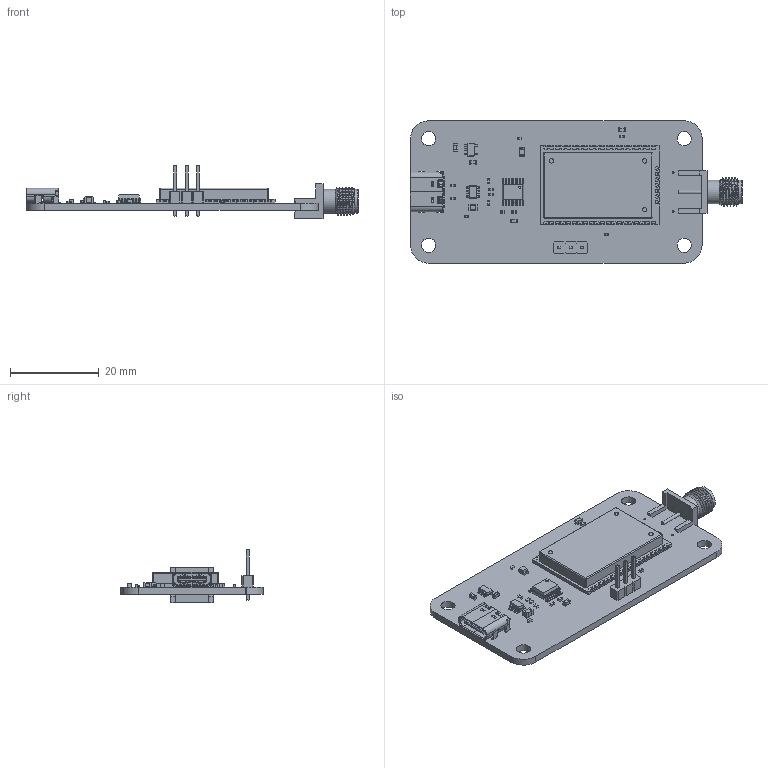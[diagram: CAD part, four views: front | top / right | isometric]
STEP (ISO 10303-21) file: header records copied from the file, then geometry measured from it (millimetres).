
FILE_DESCRIPTION(('KiCad electronic assembly'),'2;1');
FILE_NAME('ground-station.step','2025-01-03T14:02:23',('Pcbnew'),( 'Kicad'),'Open CASCADE STEP processor 7.8','KiCad to STEP converter' ,'Unknown');
FILE_SCHEMA(('AUTOMOTIVE_DESIGN { 1 0 10303 214 1 1 1 1 }'));
Length unit declared in the file: millimetre
Products named in the file (26): ground-station 1; R_0402_1005Metric; C_0402_1005Metric; TSOT-23-5; TSOT_23_5; C_0603_1608Metric; RN2483; RN2483-I_RM095; LED_0805_2012Metric; PinHeader_1x03_P2.54mm_Vertical; PinHeader_1x03_P254mm_Vertical; SMA_Molex_73251-1153_EdgeMount_Horizontal; SSOP-16_3.9x4.9mm_P0.635mm; SSOP_16_39x49mm_P0635mm; SOT-23-6; SOT_23_6; L_0805_2012Metric; USB_C_Receptacle_GCT_USB4105-xx-A_16P_TopMnt_Horizontal; USB_C_Receptacle_16P_TopMnt_Horizontal_GCT_USB4105-xx-A; ground-station_PCB
Assembly tree (38 placements, depth 3):
  ground-station 1
    R_0402_1005Metric  x5
      R_0402_1005Metric
    C_0402_1005Metric  x7
      C_0402_1005Metric
    TSOT-23-5
      TSOT_23_5
    C_0603_1608Metric  x4
      C_0603_1608Metric
    RN2483
      RN2483-I_RM095
    LED_0805_2012Metric
      LED_0805_2012Metric
    PinHeader_1x03_P2.54mm_Vertical
      PinHeader_1x03_P254mm_Vertical
    SMA_Molex_73251-1153_EdgeMount_Horizontal
      SMA_Molex_73251-1153_EdgeMount_Horizontal
    SSOP-16_3.9x4.9mm_P0.635mm
      SSOP_16_39x49mm_P0635mm
    SOT-23-6
      SOT_23_6
    L_0805_2012Metric
      L_0805_2012Metric
    USB_C_Receptacle_GCT_USB4105-xx-A_16P_TopMnt_Horizontal
      USB_C_Receptacle_16P_TopMnt_Horizontal_GCT_USB4105-xx-A
    ground-station_PCB
Bounding box: 74.67 x 32 x 12.12 mm (x, y, z)
Volume: 5115.6 mm3; surface area: 8068.3 mm2
Topology: 109 solids, 109 shells, 2648 faces, 6781 edges, 4383 vertices
Faces by surface type: plane 1793, cylinder 731, bspline 107, cone 17
Full cylindrical faces by diameter (mm): 0.46 x2, 0.5 x3, 0.65 x2, 0.76 x1, 0.97 x1, 1 x3, 3.2 x4, 4 x1, 4.2 x1, 4.597 x1, 5.385 x2, 6.35 x3
Entity records: 80618 total; most frequent: CARTESIAN_POINT 13891, ORIENTED_EDGE 11722, DIRECTION 11363, EDGE_CURVE 5861, LINE 4523, VECTOR 4523, VERTEX_POINT 3775, AXIS2_PLACEMENT_3D 3420
